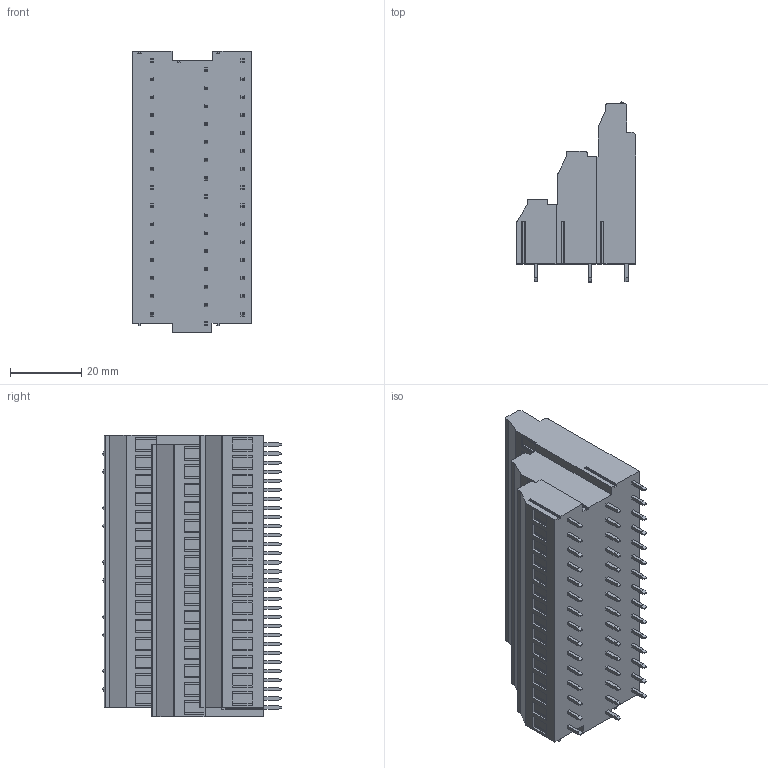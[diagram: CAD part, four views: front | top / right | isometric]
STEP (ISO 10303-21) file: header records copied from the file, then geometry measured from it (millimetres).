
FILE_DESCRIPTION((''),'2;1');
FILE_NAME('TL324VH3-XXP-XS','2025-01-10T09:09:05',('yanfa'),(''),'CREO PARAMETRIC BY PTC INC, 2018100','CREO PARAMETRIC BY PTC INC, 2018100','');
FILE_SCHEMA(('CONFIG_CONTROL_DESIGN','SHAPE_APPEARANCE_LAYERS_GROUPS'));
Length unit declared in the file: millimetre
Products named in the file (1): TL324VH3-XXP-XS
Bounding box: 33.4 x 50.3 x 78.74 mm (x, y, z)
Volume: 71430.9 mm3; surface area: 19672.1 mm2
Topology: 1 solids, 57 shells, 1881 faces, 4892 edges, 3220 vertices
Faces by surface type: plane 1565, cylinder 206, torus 90, sphere 20
Entity records: 57346 total; most frequent: CARTESIAN_POINT 10968, ORIENTED_EDGE 9744, DIRECTION 9174, EDGE_CURVE 4872, VECTOR 3968, LINE 3968, VERTEX_POINT 3220, AXIS2_PLACEMENT_3D 2603
